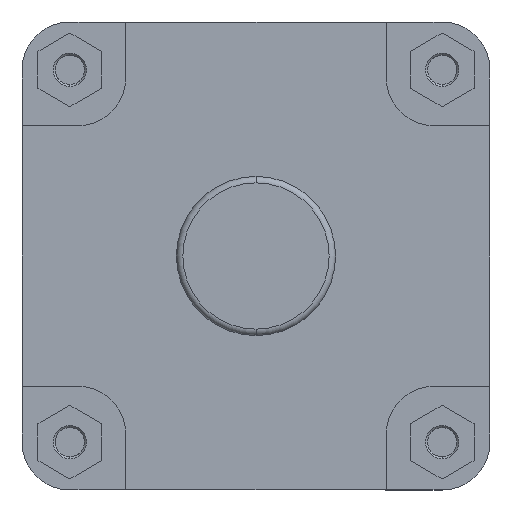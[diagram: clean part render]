
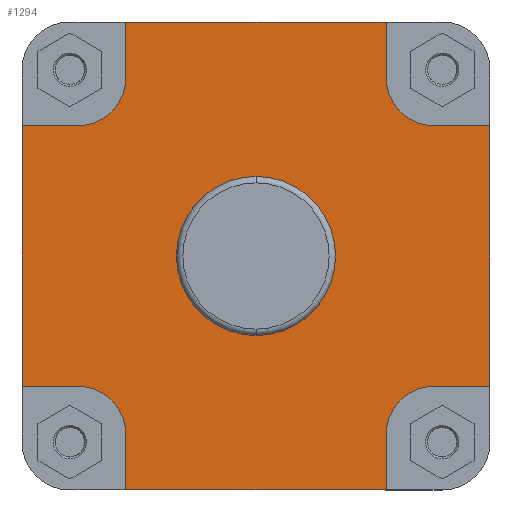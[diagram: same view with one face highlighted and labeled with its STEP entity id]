
A CAD part, left-side view. The second image highlights one B-rep face of the part: STEP entity #1294.
In plain terms, the highlighted planar face has unit normal (-1, 0, 0).
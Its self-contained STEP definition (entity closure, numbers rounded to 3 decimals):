
#327 = CARTESIAN_POINT ( 'NONE',  ( 65., 0., 37.4 ) ) ;
#328 = CARTESIAN_POINT ( 'NONE',  ( 65., 0., -37.4 ) ) ;
#385 = CARTESIAN_POINT ( 'NONE',  ( 65., 61.25, -110. ) ) ;
#386 = CARTESIAN_POINT ( 'NONE',  ( 65., -61.25, -110. ) ) ;
#387 = CARTESIAN_POINT ( 'NONE',  ( 65., -61.25, -83.75 ) ) ;
#388 = CARTESIAN_POINT ( 'NONE',  ( 65., -83.75, -61.25 ) ) ;
#389 = CARTESIAN_POINT ( 'NONE',  ( 65., -110., -61.25 ) ) ;
#390 = CARTESIAN_POINT ( 'NONE',  ( 65., -110., 61.25 ) ) ;
#391 = CARTESIAN_POINT ( 'NONE',  ( 65., -83.75, 61.25 ) ) ;
#392 = CARTESIAN_POINT ( 'NONE',  ( 65., -61.25, 83.75 ) ) ;
#393 = CARTESIAN_POINT ( 'NONE',  ( 65., -61.25, 110. ) ) ;
#394 = CARTESIAN_POINT ( 'NONE',  ( 65., 61.25, 110. ) ) ;
#395 = CARTESIAN_POINT ( 'NONE',  ( 65., 61.25, 83.75 ) ) ;
#396 = CARTESIAN_POINT ( 'NONE',  ( 65., 83.75, 61.25 ) ) ;
#397 = CARTESIAN_POINT ( 'NONE',  ( 65., 110., 61.25 ) ) ;
#398 = CARTESIAN_POINT ( 'NONE',  ( 65., 110., -61.25 ) ) ;
#399 = CARTESIAN_POINT ( 'NONE',  ( 65., 83.75, -61.25 ) ) ;
#400 = CARTESIAN_POINT ( 'NONE',  ( 65., 61.25, -83.75 ) ) ;
#900 = CARTESIAN_POINT ( 'NONE',  ( 65., 0., 0. ) ) ;
#901 = DIRECTION ( 'NONE',  ( -1., 0., 0. ) ) ;
#902 = DIRECTION ( 'NONE',  ( 0., 0., 1. ) ) ;
#1121 = CARTESIAN_POINT ( 'NONE',  ( 65., 0., 0. ) ) ;
#1122 = DIRECTION ( 'NONE',  ( -1., 0., 0. ) ) ;
#1123 = DIRECTION ( 'NONE',  ( 0., 0., 1. ) ) ;
#1236 = CARTESIAN_POINT ( 'NONE',  ( 65., -83.75, -83.75 ) ) ;
#1240 = CARTESIAN_POINT ( 'NONE',  ( 65., -110., -61.25 ) ) ;
#1243 = DIRECTION ( 'NONE',  ( -1., 0., 0. ) ) ;
#1244 = DIRECTION ( 'NONE',  ( 0., 0., -1. ) ) ;
#1245 = CARTESIAN_POINT ( 'NONE',  ( 65., -242.141, -110. ) ) ;
#1246 = DIRECTION ( 'NONE',  ( 0., 1., 0. ) ) ;
#1247 = CARTESIAN_POINT ( 'NONE',  ( 65., -61.25, -83.75 ) ) ;
#1248 = DIRECTION ( 'NONE',  ( 0., -1., 0. ) ) ;
#1249 = CARTESIAN_POINT ( 'NONE',  ( 65., -110., 0. ) ) ;
#1250 = DIRECTION ( 'NONE',  ( 0., 0., -1. ) ) ;
#1251 = DIRECTION ( 'NONE',  ( 0., 0., 1. ) ) ;
#1252 = CARTESIAN_POINT ( 'NONE',  ( 65., -61.25, 110. ) ) ;
#1253 = CARTESIAN_POINT ( 'NONE',  ( 65., -83.75, 61.25 ) ) ;
#1254 = DIRECTION ( 'NONE',  ( 0., -1., 0. ) ) ;
#1255 = CARTESIAN_POINT ( 'NONE',  ( 65., -83.75, 83.75 ) ) ;
#1256 = DIRECTION ( 'NONE',  ( -1., 0., 0. ) ) ;
#1257 = DIRECTION ( 'NONE',  ( 0., 0., -1. ) ) ;
#1258 = CARTESIAN_POINT ( 'NONE',  ( 65., -242.141, 110. ) ) ;
#1259 = DIRECTION ( 'NONE',  ( 0., 0., -1. ) ) ;
#1260 = DIRECTION ( 'NONE',  ( 0., -1., 0. ) ) ;
#1261 = CARTESIAN_POINT ( 'NONE',  ( 65., 110., 61.25 ) ) ;
#1262 = CARTESIAN_POINT ( 'NONE',  ( 65., 61.25, 83.75 ) ) ;
#1263 = DIRECTION ( 'NONE',  ( 0., 0., 1. ) ) ;
#1264 = CARTESIAN_POINT ( 'NONE',  ( 65., 83.75, 83.75 ) ) ;
#1265 = DIRECTION ( 'NONE',  ( -1., 0., 0. ) ) ;
#1266 = DIRECTION ( 'NONE',  ( 0., 0., -1. ) ) ;
#1267 = CARTESIAN_POINT ( 'NONE',  ( 65., 110., 0. ) ) ;
#1268 = DIRECTION ( 'NONE',  ( 0., -1., 0. ) ) ;
#1269 = DIRECTION ( 'NONE',  ( 0., 0., 1. ) ) ;
#1270 = CARTESIAN_POINT ( 'NONE',  ( 65., 61.25, -110. ) ) ;
#1271 = CARTESIAN_POINT ( 'NONE',  ( 65., 83.75, -61.25 ) ) ;
#1272 = DIRECTION ( 'NONE',  ( 0., 1., 0. ) ) ;
#1273 = CARTESIAN_POINT ( 'NONE',  ( 65., 83.75, -83.75 ) ) ;
#1274 = DIRECTION ( 'NONE',  ( -1., 0., 0. ) ) ;
#1275 = DIRECTION ( 'NONE',  ( 0., 0., -1. ) ) ;
#1278 = DIRECTION ( 'NONE',  ( 0., 0., 1. ) ) ;
#1294 = ADVANCED_FACE ( 'NONE', ( #3710, #3784 ), #1881, .F. ) ;
#1582 = VERTEX_POINT ( 'NONE', #327 ) ;
#1583 = VERTEX_POINT ( 'NONE', #328 ) ;
#1640 = VERTEX_POINT ( 'NONE', #385 ) ;
#1641 = VERTEX_POINT ( 'NONE', #386 ) ;
#1642 = VERTEX_POINT ( 'NONE', #387 ) ;
#1643 = VERTEX_POINT ( 'NONE', #388 ) ;
#1644 = VERTEX_POINT ( 'NONE', #389 ) ;
#1645 = VERTEX_POINT ( 'NONE', #390 ) ;
#1646 = VERTEX_POINT ( 'NONE', #391 ) ;
#1647 = VERTEX_POINT ( 'NONE', #392 ) ;
#1648 = VERTEX_POINT ( 'NONE', #393 ) ;
#1649 = VERTEX_POINT ( 'NONE', #394 ) ;
#1650 = VERTEX_POINT ( 'NONE', #395 ) ;
#1651 = VERTEX_POINT ( 'NONE', #396 ) ;
#1652 = VERTEX_POINT ( 'NONE', #397 ) ;
#1653 = VERTEX_POINT ( 'NONE', #398 ) ;
#1654 = VERTEX_POINT ( 'NONE', #399 ) ;
#1655 = VERTEX_POINT ( 'NONE', #400 ) ;
#1872 = CARTESIAN_POINT ( 'NONE',  ( 65., 37.4, 0. ) ) ;
#1881 = PLANE ( 'NONE',  #4447 ) ;
#1882 = DIRECTION ( 'NONE',  ( 1., 0., 0. ) ) ;
#1883 = DIRECTION ( 'NONE',  ( 0., 0., -1. ) ) ;
#3367 = ORIENTED_EDGE ( 'NONE', *, *, #4191, .F. ) ;
#3368 = ORIENTED_EDGE ( 'NONE', *, *, #4190, .F. ) ;
#3369 = ORIENTED_EDGE ( 'NONE', *, *, #4189, .F. ) ;
#3370 = ORIENTED_EDGE ( 'NONE', *, *, #4188, .F. ) ;
#3371 = ORIENTED_EDGE ( 'NONE', *, *, #4187, .F. ) ;
#3372 = ORIENTED_EDGE ( 'NONE', *, *, #4186, .F. ) ;
#3373 = ORIENTED_EDGE ( 'NONE', *, *, #4185, .F. ) ;
#3374 = ORIENTED_EDGE ( 'NONE', *, *, #4184, .F. ) ;
#3375 = ORIENTED_EDGE ( 'NONE', *, *, #4183, .F. ) ;
#3376 = ORIENTED_EDGE ( 'NONE', *, *, #4182, .F. ) ;
#3377 = ORIENTED_EDGE ( 'NONE', *, *, #4181, .F. ) ;
#3378 = ORIENTED_EDGE ( 'NONE', *, *, #4180, .T. ) ;
#3379 = ORIENTED_EDGE ( 'NONE', *, *, #4177, .F. ) ;
#3380 = ORIENTED_EDGE ( 'NONE', *, *, #4176, .F. ) ;
#3381 = ORIENTED_EDGE ( 'NONE', *, *, #4179, .F. ) ;
#3382 = ORIENTED_EDGE ( 'NONE', *, *, #4178, .T. ) ;
#3383 = ORIENTED_EDGE ( 'NONE', *, *, #4123, .F. ) ;
#3384 = ORIENTED_EDGE ( 'NONE', *, *, #4028, .F. ) ;
#3710 = FACE_BOUND ( 'NONE', #3848, .T. ) ;
#3784 = FACE_OUTER_BOUND ( 'NONE', #3833, .T. ) ;
#3833 = EDGE_LOOP ( 'NONE', ( #3382, #3381, #3380, #3379, #3378, #3377, #3376, #3375, #3374, #3373, #3372, #3371, #3370, #3369, #3368, #3367 ) ) ;
#3848 = EDGE_LOOP ( 'NONE', ( #3384, #3383 ) ) ;
#4028 = EDGE_CURVE ( 'NONE', #1582, #1583, #6393, .T. ) ;
#4123 = EDGE_CURVE ( 'NONE', #1583, #1582, #6575, .T. ) ;
#4176 = EDGE_CURVE ( 'NONE', #1643, #1642, #6678, .T. ) ;
#4177 = EDGE_CURVE ( 'NONE', #1644, #1643, #6677, .T. ) ;
#4178 = EDGE_CURVE ( 'NONE', #1640, #1641, #6674, .T. ) ;
#4179 = EDGE_CURVE ( 'NONE', #1642, #1641, #6659, .T. ) ;
#4180 = EDGE_CURVE ( 'NONE', #1644, #1645, #6675, .T. ) ;
#4181 = EDGE_CURVE ( 'NONE', #1646, #1645, #6684, .T. ) ;
#4182 = EDGE_CURVE ( 'NONE', #1647, #1646, #6688, .T. ) ;
#4183 = EDGE_CURVE ( 'NONE', #1648, #1647, #6687, .T. ) ;
#4184 = EDGE_CURVE ( 'NONE', #1649, #1648, #6686, .T. ) ;
#4185 = EDGE_CURVE ( 'NONE', #1650, #1649, #6691, .T. ) ;
#4186 = EDGE_CURVE ( 'NONE', #1651, #1650, #6696, .T. ) ;
#4187 = EDGE_CURVE ( 'NONE', #1652, #1651, #6695, .T. ) ;
#4188 = EDGE_CURVE ( 'NONE', #1653, #1652, #6693, .T. ) ;
#4189 = EDGE_CURVE ( 'NONE', #1654, #1653, #6700, .T. ) ;
#4190 = EDGE_CURVE ( 'NONE', #1655, #1654, #6705, .T. ) ;
#4191 = EDGE_CURVE ( 'NONE', #1640, #1655, #6704, .T. ) ;
#4447 = AXIS2_PLACEMENT_3D ( 'NONE', #1872, #1882, #1883 ) ;
#4764 = AXIS2_PLACEMENT_3D ( 'NONE', #900, #901, #902 ) ;
#4799 = AXIS2_PLACEMENT_3D ( 'NONE', #1121, #1122, #1123 ) ;
#4815 = AXIS2_PLACEMENT_3D ( 'NONE', #1236, #1243, #1244 ) ;
#4816 = AXIS2_PLACEMENT_3D ( 'NONE', #1255, #1256, #1257 ) ;
#4818 = AXIS2_PLACEMENT_3D ( 'NONE', #1264, #1265, #1266 ) ;
#4819 = AXIS2_PLACEMENT_3D ( 'NONE', #1273, #1274, #1275 ) ;
#6393 = CIRCLE ( 'NONE', #4764, 37.4 ) ;
#6575 = CIRCLE ( 'NONE', #4799, 37.4 ) ;
#6659 = LINE ( 'NONE', #1247, #6680 ) ;
#6673 = VECTOR ( 'NONE', #1246, 1000. ) ;
#6674 = LINE ( 'NONE', #1245, #6679 ) ;
#6675 = LINE ( 'NONE', #1249, #6682 ) ;
#6677 = LINE ( 'NONE', #1240, #6673 ) ;
#6678 = CIRCLE ( 'NONE', #4815, 22.5 ) ;
#6679 = VECTOR ( 'NONE', #1248, 1000. ) ;
#6680 = VECTOR ( 'NONE', #1250, 1000. ) ;
#6682 = VECTOR ( 'NONE', #1251, 1000. ) ;
#6683 = VECTOR ( 'NONE', #1259, 1000. ) ;
#6684 = LINE ( 'NONE', #1253, #6685 ) ;
#6685 = VECTOR ( 'NONE', #1254, 1000. ) ;
#6686 = LINE ( 'NONE', #1258, #6689 ) ;
#6687 = LINE ( 'NONE', #1252, #6683 ) ;
#6688 = CIRCLE ( 'NONE', #4816, 22.5 ) ;
#6689 = VECTOR ( 'NONE', #1260, 1000. ) ;
#6690 = VECTOR ( 'NONE', #1268, 1000. ) ;
#6691 = LINE ( 'NONE', #1262, #6692 ) ;
#6692 = VECTOR ( 'NONE', #1263, 1000. ) ;
#6693 = LINE ( 'NONE', #1267, #6697 ) ;
#6695 = LINE ( 'NONE', #1261, #6690 ) ;
#6696 = CIRCLE ( 'NONE', #4818, 22.5 ) ;
#6697 = VECTOR ( 'NONE', #1269, 1000. ) ;
#6699 = VECTOR ( 'NONE', #1278, 1000. ) ;
#6700 = LINE ( 'NONE', #1271, #6701 ) ;
#6701 = VECTOR ( 'NONE', #1272, 1000. ) ;
#6704 = LINE ( 'NONE', #1270, #6699 ) ;
#6705 = CIRCLE ( 'NONE', #4819, 22.5 ) ;
